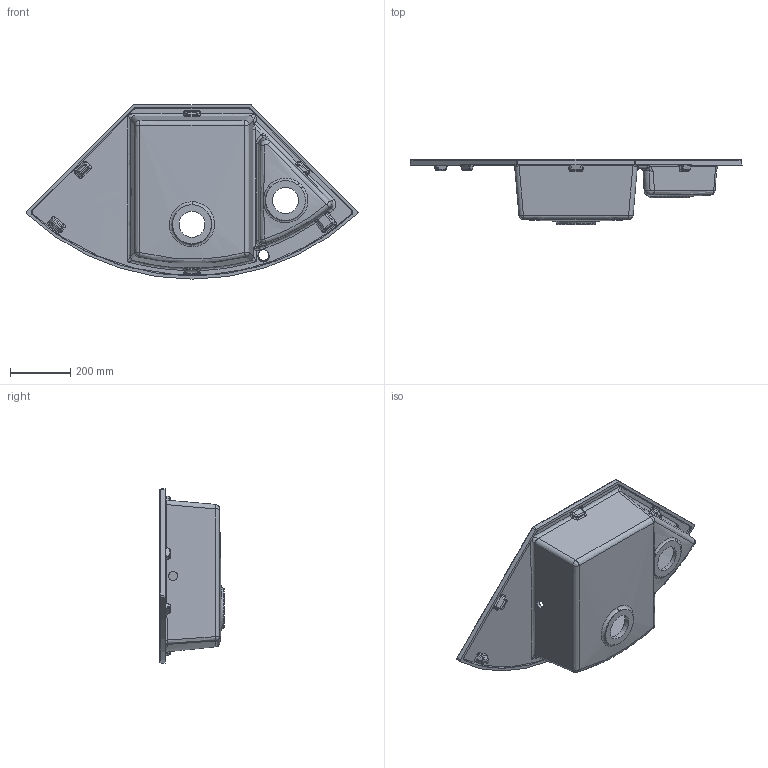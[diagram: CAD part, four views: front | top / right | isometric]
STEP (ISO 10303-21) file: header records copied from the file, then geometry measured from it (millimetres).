
FILE_DESCRIPTION (( 'STEP AP214' ), '1' );
FILE_NAME ('Evrope.STEP', '2019-02-19T14:05:05', ( '' ), ( '' ), 'SwSTEP 2.0', 'SolidWorks 2018', '' );
FILE_SCHEMA (( 'AUTOMOTIVE_DESIGN' ));
Length unit declared in the file: millimetre
Products named in the file (2): Evrope
Bounding box: 1101.46 x 215 x 578.26 mm (x, y, z)
Volume: 9160122.9 mm3; surface area: 1595930 mm2
Topology: 1 solids, 1 shells, 490 faces, 1193 edges, 669 vertices
Faces by surface type: bspline 308, cylinder 73, plane 58, cone 18, sphere 18, torus 15
Entity records: 34371 total; most frequent: CARTESIAN_POINT 25535, ORIENTED_EDGE 2298, DIRECTION 1181, EDGE_CURVE 1149, VERTEX_POINT 669, B_SPLINE_CURVE_WITH_KNOTS 639, AXIS2_PLACEMENT_3D 511, EDGE_LOOP 506
